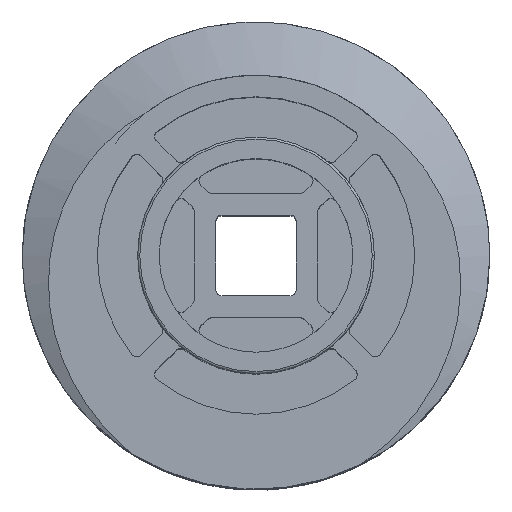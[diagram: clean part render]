
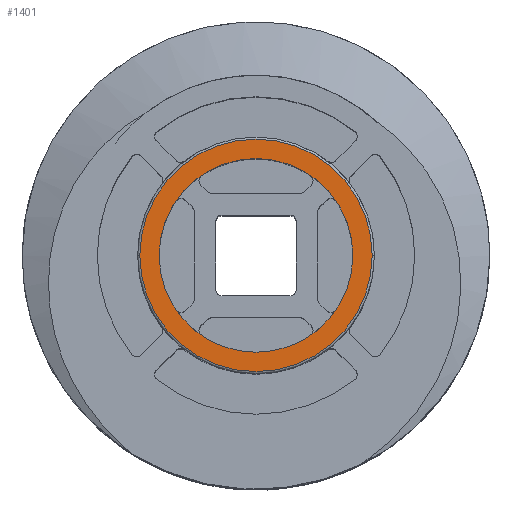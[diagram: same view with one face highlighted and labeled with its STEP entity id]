
A CAD part, top view. The second image highlights one B-rep face of the part: STEP entity #1401.
In plain terms, the highlighted planar face has unit normal (0, 0, 1).
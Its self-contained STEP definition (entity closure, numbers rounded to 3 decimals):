
#55 = DIRECTION ( 'NONE',  ( 1., 0., 0. ) ) ;
#123 = AXIS2_PLACEMENT_3D ( 'NONE', #1703, #421, #5703 ) ;
#146 = DIRECTION ( 'NONE',  ( 0., 0., 1. ) ) ;
#421 = DIRECTION ( 'NONE',  ( 0., 0., 1. ) ) ;
#826 = EDGE_CURVE ( 'NONE', #7047, #8308, #7660, .T. ) ;
#1203 = ORIENTED_EDGE ( 'NONE', *, *, #826, .T. ) ;
#1401 = ADVANCED_FACE ( 'NONE', ( #3238, #5120 ), #1874, .T. ) ;
#1654 = EDGE_CURVE ( 'NONE', #8308, #7047, #7003, .T. ) ;
#1703 = CARTESIAN_POINT ( 'NONE',  ( 0., 0., 30. ) ) ;
#1795 = EDGE_CURVE ( 'NONE', #3445, #2621, #3771, .T. ) ;
#1874 = PLANE ( 'NONE',  #5383 ) ;
#2098 = AXIS2_PLACEMENT_3D ( 'NONE', #2528, #8369, #55 ) ;
#2195 = CARTESIAN_POINT ( 'NONE',  ( 0., 0., 30. ) ) ;
#2412 = ORIENTED_EDGE ( 'NONE', *, *, #1795, .F. ) ;
#2528 = CARTESIAN_POINT ( 'NONE',  ( 0., 0., 30. ) ) ;
#2621 = VERTEX_POINT ( 'NONE', #7527 ) ;
#2707 = CARTESIAN_POINT ( 'NONE',  ( 0., 0., 30. ) ) ;
#2808 = ORIENTED_EDGE ( 'NONE', *, *, #6072, .F. ) ;
#3238 = FACE_OUTER_BOUND ( 'NONE', #6777, .T. ) ;
#3369 = AXIS2_PLACEMENT_3D ( 'NONE', #2195, #4965, #7472 ) ;
#3445 = VERTEX_POINT ( 'NONE', #7122 ) ;
#3771 = CIRCLE ( 'NONE', #3369, 4.5 ) ;
#3842 = DIRECTION ( 'NONE',  ( 0., 0., 1. ) ) ;
#4078 = CIRCLE ( 'NONE', #123, 4.5 ) ;
#4563 = AXIS2_PLACEMENT_3D ( 'NONE', #2707, #146, #7222 ) ;
#4965 = DIRECTION ( 'NONE',  ( 0., 0., 1. ) ) ;
#5120 = FACE_BOUND ( 'NONE', #5161, .T. ) ;
#5161 = EDGE_LOOP ( 'NONE', ( #2412, #2808 ) ) ;
#5383 = AXIS2_PLACEMENT_3D ( 'NONE', #7201, #3842, #5843 ) ;
#5703 = DIRECTION ( 'NONE',  ( 1., 0., 0. ) ) ;
#5843 = DIRECTION ( 'NONE',  ( 1., 0., 0. ) ) ;
#6072 = EDGE_CURVE ( 'NONE', #2621, #3445, #4078, .T. ) ;
#6777 = EDGE_LOOP ( 'NONE', ( #1203, #7081 ) ) ;
#6975 = CARTESIAN_POINT ( 'NONE',  ( 5.4, 0., 30. ) ) ;
#7003 = CIRCLE ( 'NONE', #4563, 5.4 ) ;
#7047 = VERTEX_POINT ( 'NONE', #6975 ) ;
#7081 = ORIENTED_EDGE ( 'NONE', *, *, #1654, .T. ) ;
#7122 = CARTESIAN_POINT ( 'NONE',  ( -4.5, 0., 30. ) ) ;
#7201 = CARTESIAN_POINT ( 'NONE',  ( 0., 0., 30. ) ) ;
#7222 = DIRECTION ( 'NONE',  ( 1., 0., 0. ) ) ;
#7472 = DIRECTION ( 'NONE',  ( 1., 0., 0. ) ) ;
#7527 = CARTESIAN_POINT ( 'NONE',  ( 4.5, 0., 30. ) ) ;
#7660 = CIRCLE ( 'NONE', #2098, 5.4 ) ;
#7764 = CARTESIAN_POINT ( 'NONE',  ( -5.4, 0., 30. ) ) ;
#8308 = VERTEX_POINT ( 'NONE', #7764 ) ;
#8369 = DIRECTION ( 'NONE',  ( 0., 0., 1. ) ) ;
